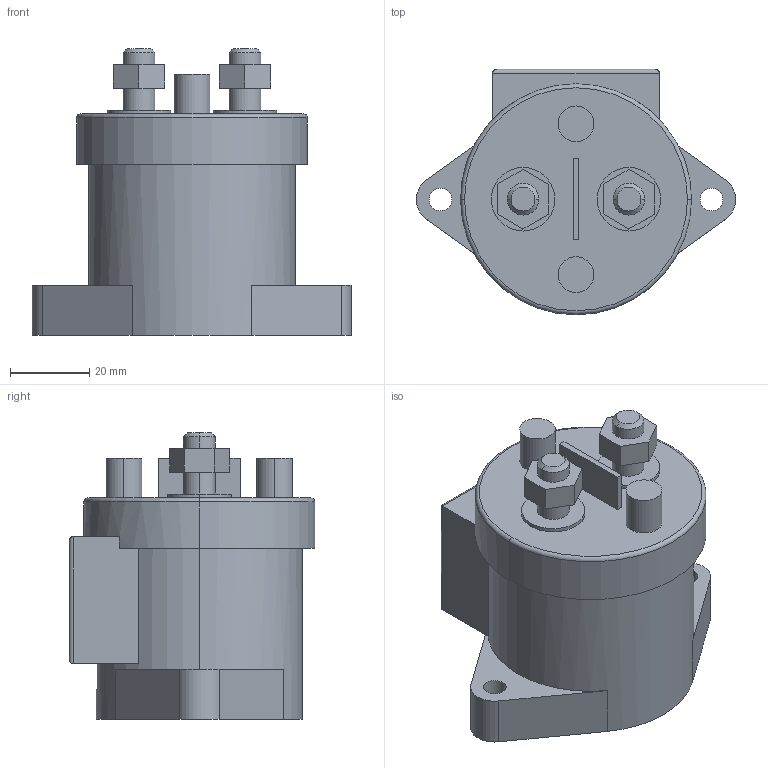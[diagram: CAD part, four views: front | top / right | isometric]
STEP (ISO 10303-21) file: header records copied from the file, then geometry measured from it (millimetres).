
FILE_DESCRIPTION(('CATIA V5 STEP Exchange','CAx-IF Rec.Pracs.--- Model Styling and Organization---1.4--- 2014-01-23'),'2;1');
FILE_NAME('EVC500.stp','2019-09-09T13:29:04+00:00',('none'),('none'),'CATIA Version 5-6 Release 2017','CATIA V5 STEP AP214 Edition 3','none');
FILE_SCHEMA(('AUTOMOTIVE_DESIGN { 1 0 10303 214 3 1 1 1 }'));
Length unit declared in the file: millimetre
Products named in the file (1): EV200
Bounding box: 80.43 x 61.9 x 72.3 mm (x, y, z)
Volume: 154918 mm3; surface area: 24294 mm2
Topology: 6 solids, 6 shells, 88 faces, 196 edges, 128 vertices
Faces by surface type: plane 48, cylinder 34, cone 4, torus 2
Entity records: 2286 total; most frequent: CARTESIAN_POINT 427, ORIENTED_EDGE 392, DIRECTION 308, EDGE_CURVE 196, AXIS2_PLACEMENT_3D 137, VERTEX_POINT 128, VECTOR 114, LINE 114
